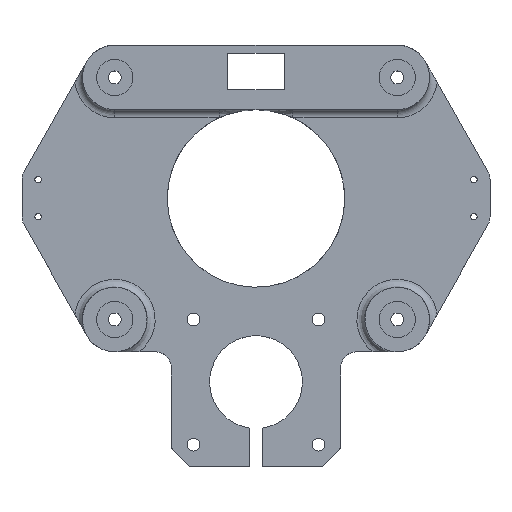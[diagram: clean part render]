
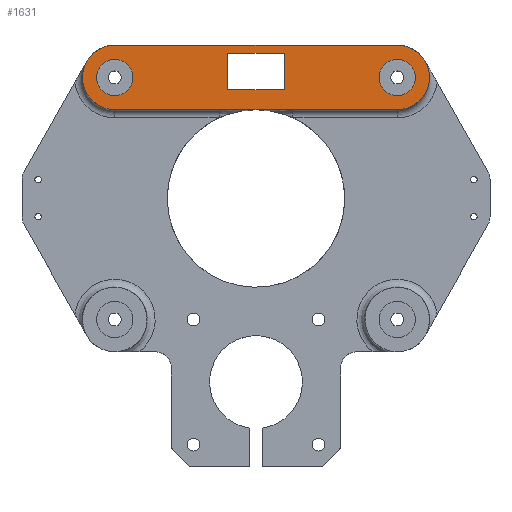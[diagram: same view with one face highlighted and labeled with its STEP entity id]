
A CAD part, top view. The second image highlights one B-rep face of the part: STEP entity #1631.
In plain terms, the highlighted planar face has unit normal (0, 0, 1).
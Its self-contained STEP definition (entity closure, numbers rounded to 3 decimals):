
#47=FACE_BOUND('',#581,.T.);
#48=FACE_BOUND('',#582,.T.);
#49=FACE_BOUND('',#583,.T.);
#89=PLANE('',#1827);
#161=LINE('',#2725,#292);
#165=LINE('',#2731,#296);
#167=LINE('',#2735,#298);
#168=LINE('',#2737,#299);
#215=LINE('',#2890,#346);
#216=LINE('',#2894,#347);
#292=VECTOR('',#2092,10.);
#296=VECTOR('',#2098,10.);
#298=VECTOR('',#2102,10.);
#299=VECTOR('',#2105,10.);
#346=VECTOR('',#2294,10.);
#347=VECTOR('',#2299,10.);
#466=FACE_OUTER_BOUND('',#580,.T.);
#580=EDGE_LOOP('',(#1503,#1504,#1505,#1506));
#581=EDGE_LOOP('',(#1507,#1508,#1509,#1510));
#582=EDGE_LOOP('',(#1511,#1512));
#583=EDGE_LOOP('',(#1513,#1514));
#668=CIRCLE('',#1772,8.);
#685=CIRCLE('',#1815,4.5);
#686=CIRCLE('',#1816,4.5);
#690=CIRCLE('',#1822,4.5);
#691=CIRCLE('',#1823,4.5);
#693=CIRCLE('',#1828,8.);
#811=VERTEX_POINT('',#2723);
#812=VERTEX_POINT('',#2724);
#813=VERTEX_POINT('',#2729);
#814=VERTEX_POINT('',#2733);
#823=VERTEX_POINT('',#2782);
#824=VERTEX_POINT('',#2784);
#841=VERTEX_POINT('',#2866);
#842=VERTEX_POINT('',#2868);
#846=VERTEX_POINT('',#2879);
#847=VERTEX_POINT('',#2881);
#849=VERTEX_POINT('',#2888);
#850=VERTEX_POINT('',#2892);
#996=EDGE_CURVE('',#811,#812,#161,.T.);
#1000=EDGE_CURVE('',#812,#813,#165,.T.);
#1002=EDGE_CURVE('',#813,#814,#167,.T.);
#1003=EDGE_CURVE('',#814,#811,#168,.T.);
#1025=EDGE_CURVE('',#824,#823,#668,.T.);
#1065=EDGE_CURVE('',#842,#841,#685,.T.);
#1066=EDGE_CURVE('',#841,#842,#686,.T.);
#1071=EDGE_CURVE('',#847,#846,#690,.T.);
#1072=EDGE_CURVE('',#846,#847,#691,.T.);
#1075=EDGE_CURVE('',#823,#849,#215,.T.);
#1076=EDGE_CURVE('',#849,#850,#693,.T.);
#1077=EDGE_CURVE('',#850,#824,#216,.T.);
#1503=ORIENTED_EDGE('',*,*,#1025,.T.);
#1504=ORIENTED_EDGE('',*,*,#1075,.T.);
#1505=ORIENTED_EDGE('',*,*,#1076,.T.);
#1506=ORIENTED_EDGE('',*,*,#1077,.T.);
#1507=ORIENTED_EDGE('',*,*,#1002,.T.);
#1508=ORIENTED_EDGE('',*,*,#1003,.T.);
#1509=ORIENTED_EDGE('',*,*,#996,.T.);
#1510=ORIENTED_EDGE('',*,*,#1000,.T.);
#1511=ORIENTED_EDGE('',*,*,#1065,.T.);
#1512=ORIENTED_EDGE('',*,*,#1066,.T.);
#1513=ORIENTED_EDGE('',*,*,#1071,.T.);
#1514=ORIENTED_EDGE('',*,*,#1072,.T.);
#1631=ADVANCED_FACE('',(#466,#47,#48,#49),#89,.T.);
#1772=AXIS2_PLACEMENT_3D('',#2785,#2159,#2160);
#1815=AXIS2_PLACEMENT_3D('',#2869,#2268,#2269);
#1816=AXIS2_PLACEMENT_3D('',#2870,#2270,#2271);
#1822=AXIS2_PLACEMENT_3D('',#2882,#2283,#2284);
#1823=AXIS2_PLACEMENT_3D('',#2883,#2285,#2286);
#1827=AXIS2_PLACEMENT_3D('',#2891,#2295,#2296);
#1828=AXIS2_PLACEMENT_3D('',#2893,#2297,#2298);
#2092=DIRECTION('',(1.,0.,0.));
#2098=DIRECTION('',(0.,-1.,0.));
#2102=DIRECTION('',(-1.,0.,0.));
#2105=DIRECTION('',(0.,1.,0.));
#2159=DIRECTION('center_axis',(0.,0.,1.));
#2160=DIRECTION('ref_axis',(1.,0.,0.));
#2268=DIRECTION('center_axis',(0.,0.,-1.));
#2269=DIRECTION('ref_axis',(1.,0.,0.));
#2270=DIRECTION('center_axis',(0.,0.,-1.));
#2271=DIRECTION('ref_axis',(1.,0.,0.));
#2283=DIRECTION('center_axis',(0.,0.,-1.));
#2284=DIRECTION('ref_axis',(1.,0.,0.));
#2285=DIRECTION('center_axis',(0.,0.,-1.));
#2286=DIRECTION('ref_axis',(1.,0.,0.));
#2294=DIRECTION('',(1.,0.,0.));
#2295=DIRECTION('center_axis',(0.,0.,1.));
#2296=DIRECTION('ref_axis',(1.,0.,0.));
#2297=DIRECTION('center_axis',(0.,0.,1.));
#2298=DIRECTION('ref_axis',(1.,0.,0.));
#2299=DIRECTION('',(-1.,0.,0.));
#2723=CARTESIAN_POINT('',(-7.,81.5,12.6));
#2724=CARTESIAN_POINT('',(7.,81.5,12.6));
#2725=CARTESIAN_POINT('',(3.5,81.5,12.6));
#2729=CARTESIAN_POINT('',(7.,72.5,12.6));
#2731=CARTESIAN_POINT('',(7.,74.,12.6));
#2733=CARTESIAN_POINT('',(-7.,72.5,12.6));
#2735=CARTESIAN_POINT('',(-3.5,72.5,12.6));
#2737=CARTESIAN_POINT('',(-7.,78.5,12.6));
#2782=CARTESIAN_POINT('',(-35.,67.5,12.6));
#2784=CARTESIAN_POINT('',(-35.,83.5,12.6));
#2785=CARTESIAN_POINT('Origin',(-35.,75.5,12.6));
#2866=CARTESIAN_POINT('',(30.5,75.5,12.6));
#2868=CARTESIAN_POINT('',(39.5,75.5,12.6));
#2869=CARTESIAN_POINT('Origin',(35.,75.5,12.6));
#2870=CARTESIAN_POINT('Origin',(35.,75.5,12.6));
#2879=CARTESIAN_POINT('',(-39.5,75.5,12.6));
#2881=CARTESIAN_POINT('',(-30.5,75.5,12.6));
#2882=CARTESIAN_POINT('Origin',(-35.,75.5,12.6));
#2883=CARTESIAN_POINT('Origin',(-35.,75.5,12.6));
#2888=CARTESIAN_POINT('',(35.,67.5,12.6));
#2890=CARTESIAN_POINT('',(-35.,67.5,12.6));
#2891=CARTESIAN_POINT('Origin',(0.,75.5,12.6));
#2892=CARTESIAN_POINT('',(35.,83.5,12.6));
#2893=CARTESIAN_POINT('Origin',(35.,75.5,12.6));
#2894=CARTESIAN_POINT('',(35.,83.5,12.6));
